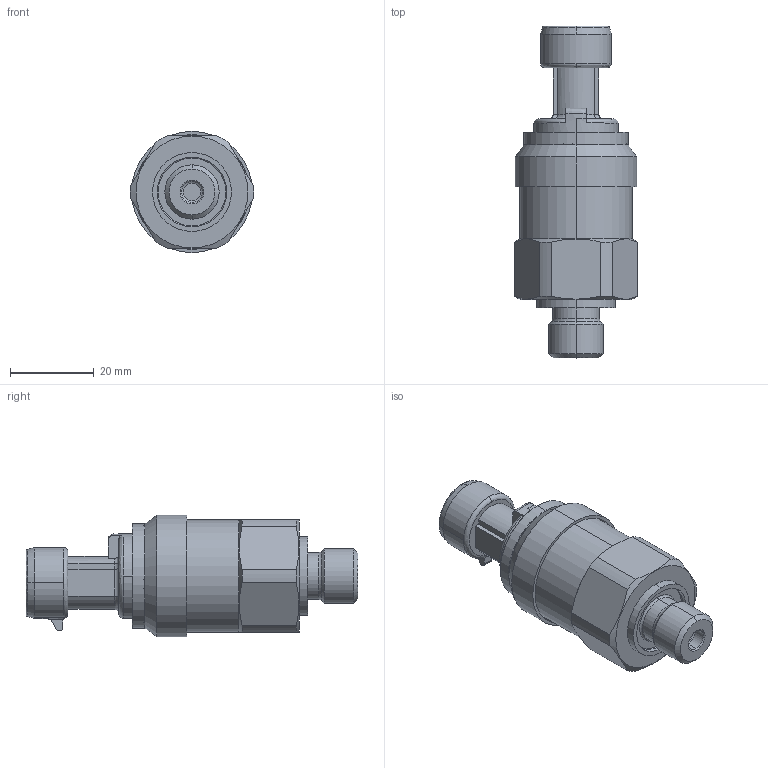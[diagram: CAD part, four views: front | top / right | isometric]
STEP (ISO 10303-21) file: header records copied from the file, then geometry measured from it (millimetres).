
FILE_DESCRIPTION (( 'STEP AP214' ), '1' );
FILE_NAME ('847X.XX.XX.17.51.STEP', '2017-06-26T11:54:53', ( 'upgadmin' ), ( 'Hewlett-Packard Company' ), 'SwSTEP 2.0', 'SolidWorks 2016', '' );
FILE_SCHEMA (( 'AUTOMOTIVE_DESIGN' ));
Length unit declared in the file: millimetre
Products named in the file (9): 847X.XX.XX.17.51; Packard; K71013_K71013; C24031_C24031; C25067_defeatured; K71013; C24031
Assembly tree (4 placements, depth 2):
  847X.XX.XX.17.51
    C25067_defeatured
    C24031_C24031
    K71013_K71013
    Packard
  Packard
  K71013
  C24031
  C25067_defeatured
Bounding box: 29.48 x 79.48 x 29 mm (x, y, z)
Volume: 27790.8 mm3; surface area: 12046.2 mm2
Topology: 7 solids, 7 shells, 303 faces, 729 edges, 458 vertices
Faces by surface type: plane 131, cylinder 87, cone 38, bspline 31, torus 16
Entity records: 10489 total; most frequent: CARTESIAN_POINT 3304, ORIENTED_EDGE 1458, DIRECTION 1385, EDGE_CURVE 729, AXIS2_PLACEMENT_3D 506, VERTEX_POINT 458, VECTOR 373, LINE 373
